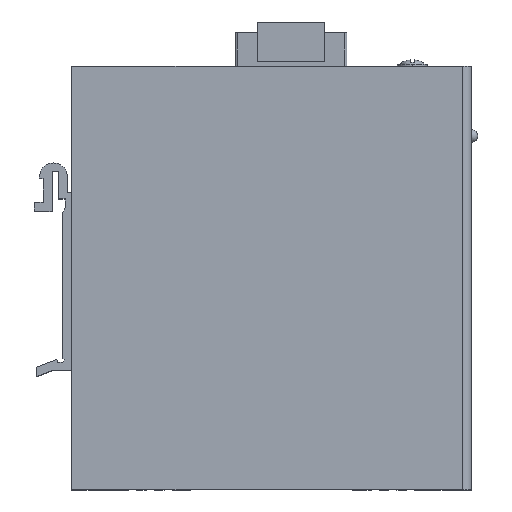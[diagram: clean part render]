
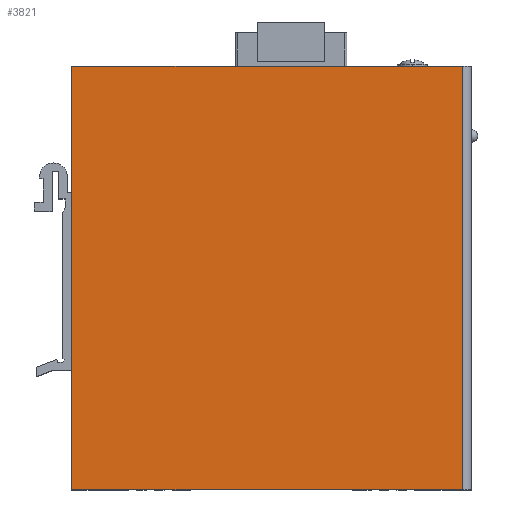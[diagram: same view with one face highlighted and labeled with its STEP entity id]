
A CAD part, top view. The second image highlights one B-rep face of the part: STEP entity #3821.
In plain terms, the highlighted planar face has unit normal (0, 0, 1).
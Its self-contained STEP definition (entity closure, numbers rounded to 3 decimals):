
#120 = VECTOR ( 'NONE', #7061, 1000. ) ;
#826 = EDGE_CURVE ( 'NONE', #9108, #3155, #10659, .T. ) ;
#2001 = LINE ( 'NONE', #2890, #4720 ) ;
#2091 = CARTESIAN_POINT ( 'NONE',  ( 43.05, 47.75, 20.6 ) ) ;
#2561 = ORIENTED_EDGE ( 'NONE', *, *, #8523, .T. ) ;
#2890 = CARTESIAN_POINT ( 'NONE',  ( -45.05, -47.75, 20.6 ) ) ;
#2937 = LINE ( 'NONE', #9585, #4904 ) ;
#3155 = VERTEX_POINT ( 'NONE', #7829 ) ;
#3180 = DIRECTION ( 'NONE',  ( 0., 1., 0. ) ) ;
#3573 = EDGE_LOOP ( 'NONE', ( #2561, #7407, #6291, #12498 ) ) ;
#3734 = AXIS2_PLACEMENT_3D ( 'NONE', #9387, #10330, #11418 ) ;
#3821 = ADVANCED_FACE ( 'NONE', ( #11231 ), #9259, .F. ) ;
#4720 = VECTOR ( 'NONE', #9851, 1000. ) ;
#4904 = VECTOR ( 'NONE', #5844, 1000. ) ;
#5844 = DIRECTION ( 'NONE',  ( 1., 0., 0. ) ) ;
#6291 = ORIENTED_EDGE ( 'NONE', *, *, #7766, .F. ) ;
#7061 = DIRECTION ( 'NONE',  ( 0., -1., 0. ) ) ;
#7407 = ORIENTED_EDGE ( 'NONE', *, *, #826, .T. ) ;
#7766 = EDGE_CURVE ( 'NONE', #9979, #3155, #2937, .T. ) ;
#7829 = CARTESIAN_POINT ( 'NONE',  ( 43.05, 47.75, 20.6 ) ) ;
#8523 = EDGE_CURVE ( 'NONE', #9473, #9108, #2001, .T. ) ;
#9108 = VERTEX_POINT ( 'NONE', #10855 ) ;
#9259 = PLANE ( 'NONE',  #3734 ) ;
#9387 = CARTESIAN_POINT ( 'NONE',  ( -45.05, 47.75, 20.6 ) ) ;
#9473 = VERTEX_POINT ( 'NONE', #10070 ) ;
#9585 = CARTESIAN_POINT ( 'NONE',  ( -45.05, 47.75, 20.6 ) ) ;
#9851 = DIRECTION ( 'NONE',  ( 1., 0., 0. ) ) ;
#9979 = VERTEX_POINT ( 'NONE', #10106 ) ;
#10070 = CARTESIAN_POINT ( 'NONE',  ( -45.05, -47.75, 20.6 ) ) ;
#10106 = CARTESIAN_POINT ( 'NONE',  ( -45.05, 47.75, 20.6 ) ) ;
#10330 = DIRECTION ( 'NONE',  ( 0., 0., -1. ) ) ;
#10659 = LINE ( 'NONE', #2091, #11995 ) ;
#10855 = CARTESIAN_POINT ( 'NONE',  ( 43.05, -47.75, 20.6 ) ) ;
#11231 = FACE_OUTER_BOUND ( 'NONE', #3573, .T. ) ;
#11418 = DIRECTION ( 'NONE',  ( -1., 0., 0. ) ) ;
#11435 = EDGE_CURVE ( 'NONE', #9979, #9473, #11695, .T. ) ;
#11695 = LINE ( 'NONE', #11822, #120 ) ;
#11822 = CARTESIAN_POINT ( 'NONE',  ( -45.05, 47.75, 20.6 ) ) ;
#11995 = VECTOR ( 'NONE', #3180, 1000. ) ;
#12498 = ORIENTED_EDGE ( 'NONE', *, *, #11435, .T. ) ;
